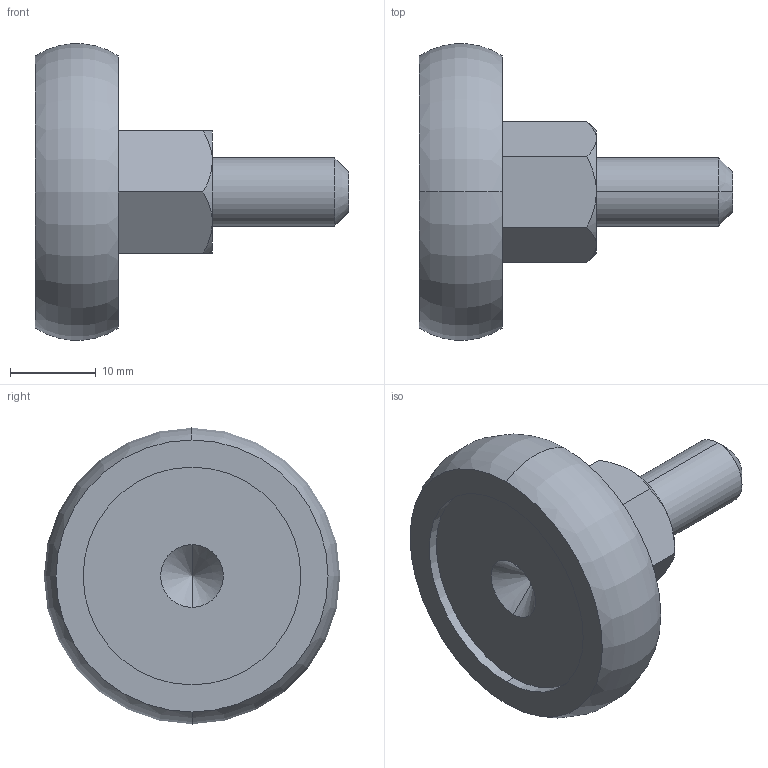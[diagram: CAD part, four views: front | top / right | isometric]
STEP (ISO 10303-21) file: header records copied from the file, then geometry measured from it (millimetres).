
FILE_DESCRIPTION (( 'STEP AP214' ), '1' );
FILE_NAME ('CRT_D88153694A.step', '2024-06-12T01:08:51', ( '' ), ( '' ), 'SwSTEP 2.0', 'SolidWorks 2022', '' );
FILE_SCHEMA (( 'AUTOMOTIVE_DESIGN' ));
Length unit declared in the file: inch
Products named in the file (2): kgx0mldVvT_CADModel_0; CRT_D88153694A
Assembly tree (1 placements, depth 2):
  CRT_D88153694A
    kgx0mldVvT_CADModel_0
Bounding box: 36.51 x 34.56 x 34.56 mm (x, y, z)
Volume: 10275.2 mm3; surface area: 3824 mm2
Topology: 1 solids, 1 shells, 30 faces, 64 edges, 39 vertices
Faces by surface type: plane 12, cone 10, cylinder 6, torus 2
Entity records: 1318 total; most frequent: CARTESIAN_POINT 215, DIRECTION 146, ORIENTED_EDGE 124, EDGE_CURVE 62, AXIS2_PLACEMENT_3D 62, VERTEX_POINT 39, EDGE_LOOP 35, LENGTH_MEASURE_WITH_UNIT 34
